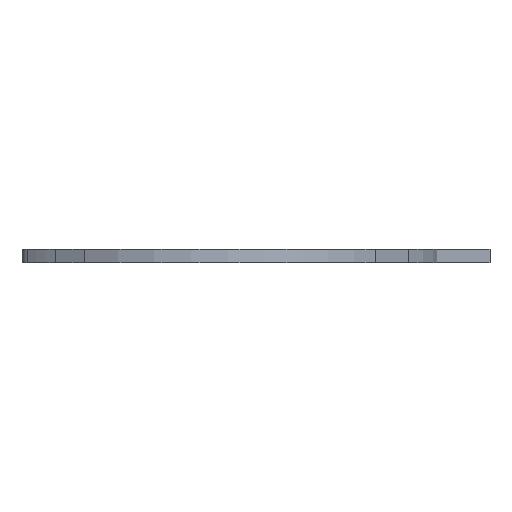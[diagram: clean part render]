
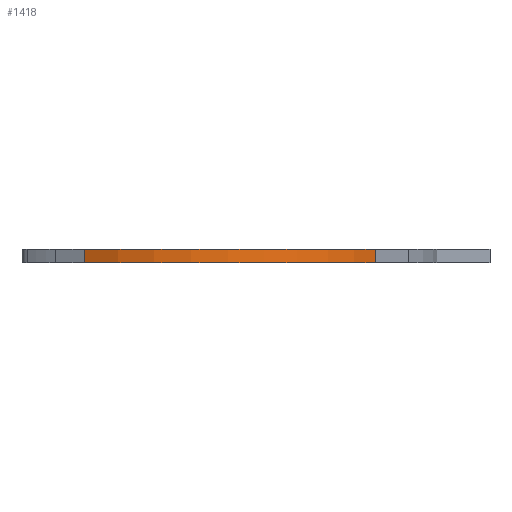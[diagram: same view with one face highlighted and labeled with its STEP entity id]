
A CAD part, left-side view. The second image highlights one B-rep face of the part: STEP entity #1418.
In plain terms, the highlighted cylindrical face has radius 50.8 mm (diameter 101.6 mm), a partial arc.
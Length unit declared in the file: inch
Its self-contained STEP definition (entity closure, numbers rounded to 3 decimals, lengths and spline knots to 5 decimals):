
#11 = AXIS2_PLACEMENT_3D ( 'NONE', #1947, #1038, #1020 ) ;
#23 = ORIENTED_EDGE ( 'NONE', *, *, #44, .F. ) ;
#44 = EDGE_CURVE ( 'NONE', #203, #1450, #1410, .T. ) ;
#134 = CARTESIAN_POINT ( 'NONE',  ( -0.3374, -0.04585, -0.68236 ) ) ;
#140 = DIRECTION ( 'NONE',  ( 1., 0., 0. ) ) ;
#148 = DIRECTION ( 'NONE',  ( 0., 0., 1. ) ) ;
#203 = VERTEX_POINT ( 'NONE', #729 ) ;
#212 = ORIENTED_EDGE ( 'NONE', *, *, #1402, .T. ) ;
#220 = CARTESIAN_POINT ( 'NONE',  ( -2.06945, 0.95415, -0.68236 ) ) ;
#255 = EDGE_CURVE ( 'NONE', #1467, #1188, #747, .T. ) ;
#290 = AXIS2_PLACEMENT_3D ( 'NONE', #134, #1308, #1449 ) ;
#697 = DIRECTION ( 'NONE',  ( 0., 0., 1. ) ) ;
#729 = CARTESIAN_POINT ( 'NONE',  ( -2.06945, 0.95415, -0.68236 ) ) ;
#747 = LINE ( 'NONE', #1508, #1873 ) ;
#753 = CYLINDRICAL_SURFACE ( 'NONE', #1875, 2. ) ;
#863 = EDGE_LOOP ( 'NONE', ( #212, #23, #1388, #1189 ) ) ;
#904 = CARTESIAN_POINT ( 'NONE',  ( -2.06945, 0.95415, -0.55736 ) ) ;
#1020 = DIRECTION ( 'NONE',  ( 1., 0., 0. ) ) ;
#1038 = DIRECTION ( 'NONE',  ( 0., 0., -1. ) ) ;
#1140 = CIRCLE ( 'NONE', #11, 2. ) ;
#1183 = FACE_OUTER_BOUND ( 'NONE', #863, .T. ) ;
#1188 = VERTEX_POINT ( 'NONE', #1272 ) ;
#1189 = ORIENTED_EDGE ( 'NONE', *, *, #255, .T. ) ;
#1272 = CARTESIAN_POINT ( 'NONE',  ( -1.3374, -1.7779, -0.55736 ) ) ;
#1308 = DIRECTION ( 'NONE',  ( 0., 0., -1. ) ) ;
#1347 = CARTESIAN_POINT ( 'NONE',  ( -1.3374, -1.7779, -0.68236 ) ) ;
#1348 = DIRECTION ( 'NONE',  ( 0., 0., 1. ) ) ;
#1388 = ORIENTED_EDGE ( 'NONE', *, *, #1687, .F. ) ;
#1402 = EDGE_CURVE ( 'NONE', #1188, #1450, #1140, .T. ) ;
#1410 = LINE ( 'NONE', #220, #1810 ) ;
#1418 = ADVANCED_FACE ( 'NONE', ( #1183 ), #753, .T. ) ;
#1449 = DIRECTION ( 'NONE',  ( 1., 0., 0. ) ) ;
#1450 = VERTEX_POINT ( 'NONE', #904 ) ;
#1467 = VERTEX_POINT ( 'NONE', #1347 ) ;
#1508 = CARTESIAN_POINT ( 'NONE',  ( -1.3374, -1.7779, -0.68236 ) ) ;
#1687 = EDGE_CURVE ( 'NONE', #1467, #203, #1709, .T. ) ;
#1709 = CIRCLE ( 'NONE', #290, 2. ) ;
#1810 = VECTOR ( 'NONE', #697, 39.37008 ) ;
#1815 = CARTESIAN_POINT ( 'NONE',  ( -0.3374, -0.04585, -0.68236 ) ) ;
#1873 = VECTOR ( 'NONE', #1348, 39.37008 ) ;
#1875 = AXIS2_PLACEMENT_3D ( 'NONE', #1815, #148, #140 ) ;
#1947 = CARTESIAN_POINT ( 'NONE',  ( -0.3374, -0.04585, -0.55736 ) ) ;
